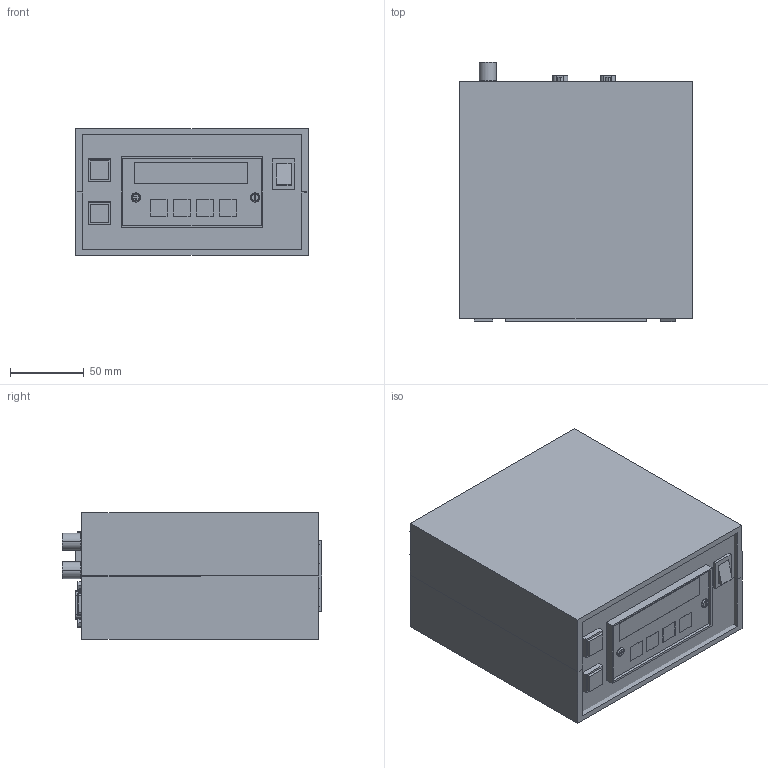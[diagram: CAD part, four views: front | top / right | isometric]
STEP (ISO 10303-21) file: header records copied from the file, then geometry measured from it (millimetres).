
FILE_DESCRIPTION((''),'2;1');
FILE_NAME('FI1034-A.stp','2010-07-15T09:50:40',(''),(''),'Mechanical Desktop 2008','Mechanical Desktop 2008',', , ');
FILE_SCHEMA(('CONFIG_CONTROL_DESIGN'));
Length unit declared in the file: inch
Products named in the file (22): FI1034-A; PART1A; $F4127-AA; $F4127-A; MICRO-P; SQBUTTON-RED; BANANAJACK; SQBUTTON; POWERJACK; ~PART1; ~PART2; PART3; $F4177; $F4177-A; POWERSUPPLY; DP9FEMALE; ~~PART1; ~~PART2; DP9MALEA; DP9MALE; D501SWITCH; PART1
Assembly tree (25 placements, depth 3):
  FI1034-A
    PART1A  x2
    $F4127-AA
      $F4127-A
    MICRO-P
    SQBUTTON-RED
    BANANAJACK  x2
    SQBUTTON
    POWERJACK
      ~PART1
      ~PART2
      PART3
    $F4177
      $F4177-A
    POWERSUPPLY
    DP9FEMALE
      ~~PART1
      ~~PART2
    DP9MALEA  x3
      DP9MALE
    D501SWITCH
      PART1
Bounding box: 157.16 x 175.81 x 85.72 mm (x, y, z)
Volume: 785501.5 mm3; surface area: 258836.5 mm2
Topology: 18 solids, 18 shells, 816 faces, 2068 edges, 1354 vertices
Faces by surface type: plane 487, cylinder 282, sphere 27, cone 8, torus 8, bspline 4
Entity records: 19197 total; most frequent: CARTESIAN_POINT 3333, DIRECTION 3274, ORIENTED_EDGE 3080, EDGE_CURVE 1540, VECTOR 1112, LINE 1112, AXIS2_PLACEMENT_3D 1081, VERTEX_POINT 1020
